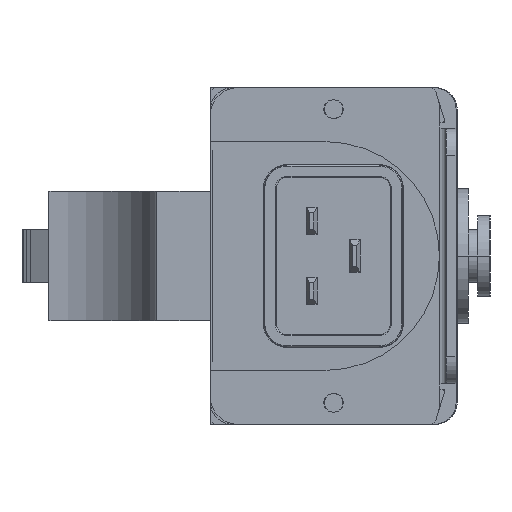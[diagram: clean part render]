
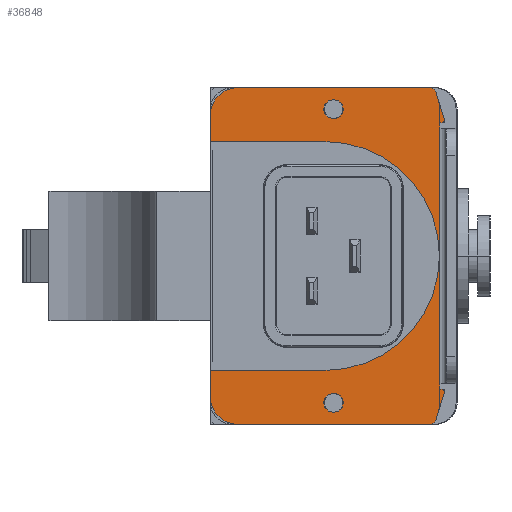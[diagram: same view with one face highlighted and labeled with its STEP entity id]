
A CAD part, left-side view. The second image highlights one B-rep face of the part: STEP entity #36848.
In plain terms, the highlighted face is planar.
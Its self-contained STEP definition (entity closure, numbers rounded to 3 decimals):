
#36009=CARTESIAN_POINT('',(4.739,1.8,-30.25));
#36010=DIRECTION('',(0.,1.,0.));
#36011=DIRECTION('',(0.,0.,-1.));
#36012=AXIS2_PLACEMENT_3D('',#36009,#36010,#36011);
#36019=DIRECTION('',(-0.294,0.,-0.956));
#36020=VECTOR('',#36019,5.656);
#36021=CARTESIAN_POINT('',(3.783,1.8,30.544));
#36022=LINE('',#36021,#36020);
#36023=DIRECTION('',(1.,0.,0.));
#36024=VECTOR('',#36023,0.594);
#36025=CARTESIAN_POINT('',(2.406,1.8,24.75));
#36026=LINE('',#36025,#36024);
#36027=DIRECTION('',(0.,0.,-1.));
#36028=VECTOR('',#36027,1.);
#36029=CARTESIAN_POINT('',(3.,1.8,24.75));
#36030=LINE('',#36029,#36028);
#36031=DIRECTION('',(0.,0.,-1.));
#36032=VECTOR('',#36031,1.);
#36033=CARTESIAN_POINT('',(3.,1.8,-23.75));
#36034=LINE('',#36033,#36032);
#36035=DIRECTION('',(-1.,0.,0.));
#36036=VECTOR('',#36035,0.594);
#36037=CARTESIAN_POINT('',(3.,1.8,-24.75));
#36038=LINE('',#36037,#36036);
#36039=DIRECTION('',(0.294,0.,-0.956));
#36040=VECTOR('',#36039,5.656);
#36041=CARTESIAN_POINT('',(2.119,1.8,-25.138));
#36042=LINE('',#36041,#36040);
#36043=DIRECTION('',(1.,0.,0.));
#36044=VECTOR('',#36043,35.861);
#36045=CARTESIAN_POINT('',(4.739,1.8,-31.25));
#36046=LINE('',#36045,#36044);
#36047=DIRECTION('',(0.,0.,1.));
#36048=VECTOR('',#36047,5.);
#36049=CARTESIAN_POINT('',(45.6,1.8,-26.25));
#36050=LINE('',#36049,#36048);
#36051=DIRECTION('',(-1.,0.,0.));
#36052=VECTOR('',#36051,21.25);
#36053=CARTESIAN_POINT('',(45.6,1.8,-21.25));
#36054=LINE('',#36053,#36052);
#36055=CARTESIAN_POINT('',(24.35,1.8,0.));
#36056=DIRECTION('',(0.,1.,0.));
#36057=DIRECTION('',(0.,0.,-1.));
#36058=AXIS2_PLACEMENT_3D('',#36055,#36056,#36057);
#36060=DIRECTION('',(-1.,0.,0.));
#36061=VECTOR('',#36060,21.25);
#36062=CARTESIAN_POINT('',(45.6,1.8,21.25));
#36063=LINE('',#36062,#36061);
#36064=DIRECTION('',(0.,0.,1.));
#36065=VECTOR('',#36064,5.);
#36066=CARTESIAN_POINT('',(45.6,1.8,21.25));
#36067=LINE('',#36066,#36065);
#36068=DIRECTION('',(-1.,0.,0.));
#36069=VECTOR('',#36068,35.861);
#36070=CARTESIAN_POINT('',(40.6,1.8,31.25));
#36071=LINE('',#36070,#36069);
#36072=CARTESIAN_POINT('',(22.8,1.8,27.25));
#36073=DIRECTION('',(0.,1.,0.));
#36074=DIRECTION('',(0.,0.,1.));
#36075=AXIS2_PLACEMENT_3D('',#36072,#36073,#36074);
#36077=CARTESIAN_POINT('',(22.8,1.8,27.25));
#36078=DIRECTION('',(0.,1.,0.));
#36079=DIRECTION('',(0.,0.,-1.));
#36080=AXIS2_PLACEMENT_3D('',#36077,#36078,#36079);
#36082=CARTESIAN_POINT('',(22.8,1.8,-27.25));
#36083=DIRECTION('',(0.,1.,0.));
#36084=DIRECTION('',(0.,0.,1.));
#36085=AXIS2_PLACEMENT_3D('',#36082,#36083,#36084);
#36087=CARTESIAN_POINT('',(22.8,1.8,-27.25));
#36088=DIRECTION('',(0.,1.,0.));
#36089=DIRECTION('',(0.,0.,-1.));
#36090=AXIS2_PLACEMENT_3D('',#36087,#36088,#36089);
#36096=CARTESIAN_POINT('',(4.739,1.8,30.25));
#36097=DIRECTION('',(0.,1.,0.));
#36098=DIRECTION('',(-0.956,0.,0.294));
#36099=AXIS2_PLACEMENT_3D('',#36096,#36097,#36098);
#36185=CARTESIAN_POINT('',(40.6,1.8,26.25));
#36186=DIRECTION('',(0.,1.,0.));
#36187=DIRECTION('',(0.,0.,1.));
#36188=AXIS2_PLACEMENT_3D('',#36185,#36186,#36187);
#36210=CARTESIAN_POINT('',(40.6,1.8,-26.25));
#36211=DIRECTION('',(0.,1.,0.));
#36212=DIRECTION('',(1.,0.,0.));
#36213=AXIS2_PLACEMENT_3D('',#36210,#36211,#36212);
#36480=DIRECTION('',(0.,0.,1.));
#36481=VECTOR('',#36480,47.5);
#36482=CARTESIAN_POINT('',(3.,1.8,-23.75));
#36483=LINE('',#36482,#36481);
#36514=CARTESIAN_POINT('',(2.406,1.8,25.05));
#36515=DIRECTION('',(0.,1.,0.));
#36516=DIRECTION('',(0.,0.,-1.));
#36517=AXIS2_PLACEMENT_3D('',#36514,#36515,#36516);
#36553=CARTESIAN_POINT('',(2.406,1.8,-25.05));
#36554=DIRECTION('',(0.,1.,0.));
#36555=DIRECTION('',(-0.956,0.,-0.294));
#36556=AXIS2_PLACEMENT_3D('',#36553,#36554,#36555);
#36574=CARTESIAN_POINT('',(45.6,1.8,-26.25));
#36576=VERTEX_POINT('',#36574);
#36578=CARTESIAN_POINT('',(40.6,1.8,-31.25));
#36579=VERTEX_POINT('',#36578);
#36583=CARTESIAN_POINT('',(45.6,1.8,26.25));
#36585=VERTEX_POINT('',#36583);
#36588=CARTESIAN_POINT('',(40.6,1.8,31.25));
#36589=VERTEX_POINT('',#36588);
#36598=CARTESIAN_POINT('',(45.6,1.8,-21.25));
#36599=VERTEX_POINT('',#36598);
#36600=CARTESIAN_POINT('',(45.6,1.8,21.25));
#36601=VERTEX_POINT('',#36600);
#36602=CARTESIAN_POINT('',(24.35,1.8,-21.25));
#36603=VERTEX_POINT('',#36602);
#36604=CARTESIAN_POINT('',(24.35,1.8,21.25));
#36605=VERTEX_POINT('',#36604);
#36622=CARTESIAN_POINT('',(3.,1.8,-23.75));
#36623=CARTESIAN_POINT('',(3.,1.8,-24.75));
#36624=VERTEX_POINT('',#36622);
#36625=VERTEX_POINT('',#36623);
#36626=CARTESIAN_POINT('',(3.,1.8,24.75));
#36627=CARTESIAN_POINT('',(3.,1.8,23.75));
#36628=VERTEX_POINT('',#36626);
#36629=VERTEX_POINT('',#36627);
#36699=CARTESIAN_POINT('',(2.406,1.8,-24.75));
#36701=VERTEX_POINT('',#36699);
#36703=CARTESIAN_POINT('',(2.119,1.8,-25.138));
#36704=VERTEX_POINT('',#36703);
#36706=CARTESIAN_POINT('',(2.119,1.8,25.138));
#36708=VERTEX_POINT('',#36706);
#36710=CARTESIAN_POINT('',(2.406,1.8,24.75));
#36711=VERTEX_POINT('',#36710);
#36712=CARTESIAN_POINT('',(3.783,1.8,30.544));
#36714=VERTEX_POINT('',#36712);
#36716=CARTESIAN_POINT('',(4.739,1.8,31.25));
#36717=VERTEX_POINT('',#36716);
#36721=CARTESIAN_POINT('',(3.783,1.8,-30.544));
#36723=VERTEX_POINT('',#36721);
#36726=CARTESIAN_POINT('',(4.739,1.8,-31.25));
#36727=VERTEX_POINT('',#36726);
#36736=CARTESIAN_POINT('',(22.8,1.8,29.));
#36737=CARTESIAN_POINT('',(22.8,1.8,25.5));
#36738=VERTEX_POINT('',#36736);
#36739=VERTEX_POINT('',#36737);
#36740=CARTESIAN_POINT('',(22.8,1.8,-25.5));
#36741=CARTESIAN_POINT('',(22.8,1.8,-29.));
#36742=VERTEX_POINT('',#36740);
#36743=VERTEX_POINT('',#36741);
#36792=CARTESIAN_POINT('',(45.6,1.8,-31.25));
#36793=DIRECTION('',(0.,1.,0.));
#36794=DIRECTION('',(-1.,0.,0.));
#36795=AXIS2_PLACEMENT_3D('',#36792,#36793,#36794);
#36796=PLANE('',#36795);
#36798=ORIENTED_EDGE('',*,*,#36797,.F.);
#36800=ORIENTED_EDGE('',*,*,#36799,.T.);
#36802=ORIENTED_EDGE('',*,*,#36801,.F.);
#36804=ORIENTED_EDGE('',*,*,#36803,.T.);
#36806=ORIENTED_EDGE('',*,*,#36805,.T.);
#36808=ORIENTED_EDGE('',*,*,#36807,.F.);
#36810=ORIENTED_EDGE('',*,*,#36809,.T.);
#36812=ORIENTED_EDGE('',*,*,#36811,.T.);
#36814=ORIENTED_EDGE('',*,*,#36813,.F.);
#36815=ORIENTED_EDGE('',*,*,#36781,.T.);
#36816=ORIENTED_EDGE('',*,*,#36770,.F.);
#36817=ORIENTED_EDGE('',*,*,#36755,.T.);
#36819=ORIENTED_EDGE('',*,*,#36818,.F.);
#36821=ORIENTED_EDGE('',*,*,#36820,.T.);
#36823=ORIENTED_EDGE('',*,*,#36822,.T.);
#36825=ORIENTED_EDGE('',*,*,#36824,.T.);
#36827=ORIENTED_EDGE('',*,*,#36826,.F.);
#36829=ORIENTED_EDGE('',*,*,#36828,.T.);
#36831=ORIENTED_EDGE('',*,*,#36830,.F.);
#36833=ORIENTED_EDGE('',*,*,#36832,.T.);
#36834=EDGE_LOOP('',(#36798,#36800,#36802,#36804,#36806,#36808,#36810,#36812,
#36814,#36815,#36816,#36817,#36819,#36821,#36823,#36825,#36827,#36829,#36831,
#36833));
#36835=FACE_OUTER_BOUND('',#36834,.F.);
#36837=ORIENTED_EDGE('',*,*,#36836,.T.);
#36839=ORIENTED_EDGE('',*,*,#36838,.T.);
#36840=EDGE_LOOP('',(#36837,#36839));
#36841=FACE_BOUND('',#36840,.F.);
#36843=ORIENTED_EDGE('',*,*,#36842,.T.);
#36845=ORIENTED_EDGE('',*,*,#36844,.T.);
#36846=EDGE_LOOP('',(#36843,#36845));
#36847=FACE_BOUND('',#36846,.F.);
#36848=ADVANCED_FACE('',(#36835,#36841,#36847),#36796,.T.);
#36013=CIRCLE('',#36012,1.);
#36059=CIRCLE('',#36058,21.25);
#36076=CIRCLE('',#36075,1.75);
#36081=CIRCLE('',#36080,1.75);
#36086=CIRCLE('',#36085,1.75);
#36091=CIRCLE('',#36090,1.75);
#36100=CIRCLE('',#36099,1.);
#36189=CIRCLE('',#36188,5.);
#36214=CIRCLE('',#36213,5.);
#36518=CIRCLE('',#36517,0.3);
#36557=CIRCLE('',#36556,0.3);
#36755=EDGE_CURVE('',#36727,#36579,#36046,.T.);
#36770=EDGE_CURVE('',#36727,#36723,#36013,.T.);
#36781=EDGE_CURVE('',#36704,#36723,#36042,.T.);
#36797=EDGE_CURVE('',#36714,#36717,#36100,.T.);
#36799=EDGE_CURVE('',#36714,#36708,#36022,.T.);
#36801=EDGE_CURVE('',#36711,#36708,#36518,.T.);
#36803=EDGE_CURVE('',#36711,#36628,#36026,.T.);
#36805=EDGE_CURVE('',#36628,#36629,#36030,.T.);
#36807=EDGE_CURVE('',#36624,#36629,#36483,.T.);
#36809=EDGE_CURVE('',#36624,#36625,#36034,.T.);
#36811=EDGE_CURVE('',#36625,#36701,#36038,.T.);
#36813=EDGE_CURVE('',#36704,#36701,#36557,.T.);
#36818=EDGE_CURVE('',#36576,#36579,#36214,.T.);
#36820=EDGE_CURVE('',#36576,#36599,#36050,.T.);
#36822=EDGE_CURVE('',#36599,#36603,#36054,.T.);
#36824=EDGE_CURVE('',#36603,#36605,#36059,.T.);
#36826=EDGE_CURVE('',#36601,#36605,#36063,.T.);
#36828=EDGE_CURVE('',#36601,#36585,#36067,.T.);
#36830=EDGE_CURVE('',#36589,#36585,#36189,.T.);
#36832=EDGE_CURVE('',#36589,#36717,#36071,.T.);
#36836=EDGE_CURVE('',#36738,#36739,#36076,.T.);
#36838=EDGE_CURVE('',#36739,#36738,#36081,.T.);
#36842=EDGE_CURVE('',#36742,#36743,#36086,.T.);
#36844=EDGE_CURVE('',#36743,#36742,#36091,.T.);
